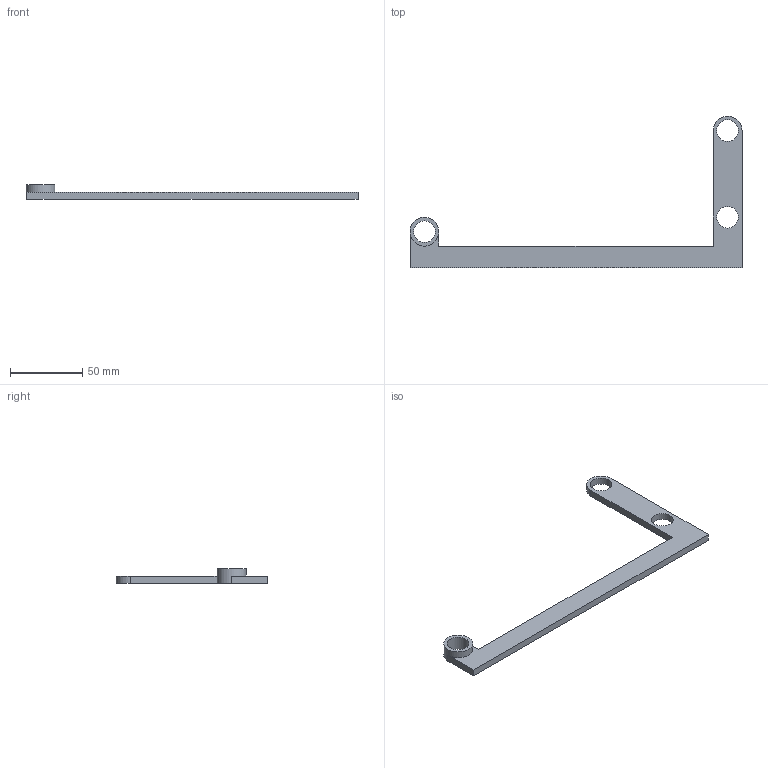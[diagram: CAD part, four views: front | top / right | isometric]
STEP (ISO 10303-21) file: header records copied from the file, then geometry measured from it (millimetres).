
FILE_DESCRIPTION(('STEP AP242'), '1');
FILE_NAME('ﾎ魵瑙韃', '', ('UNSPECIFIED'), ('UNSPECIFIED'), 'C3D Converter', 'C3D Toolkit', '');
FILE_SCHEMA(('AP242_MANAGED_MODEL_BASED_3D_ENGINEERING_MIM_LF { 1 0 10303 442 1 1 4 }'));
Length unit declared in the file: millimetre
Bounding box: 230 x 105 x 10 mm (x, y, z)
Volume: 25857.3 mm3; surface area: 14788.8 mm2
Topology: 1 solids, 1 shells, 14 faces, 35 edges, 23 vertices
Faces by surface type: plane 9, cylinder 5
Full cylindrical faces by diameter (mm): 15 x3, 20 x1
Entity records: 561 total; most frequent: DIRECTION 72, CARTESIAN_POINT 69, ORIENTED_EDGE 62, EDGE_CURVE 31, AXIS2_PLACEMENT_3D 26, EDGE_LOOP 24, VERTEX_POINT 23, LINE 20
